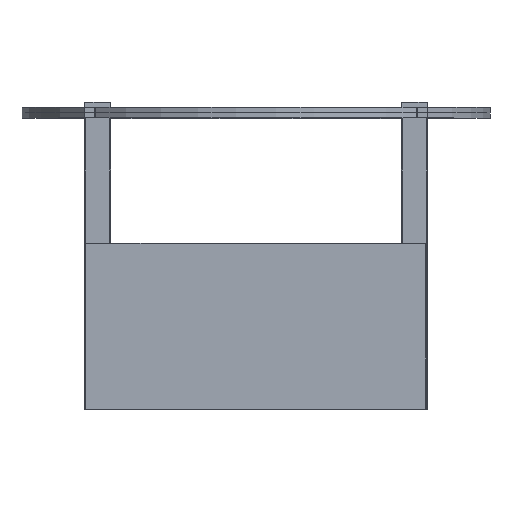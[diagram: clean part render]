
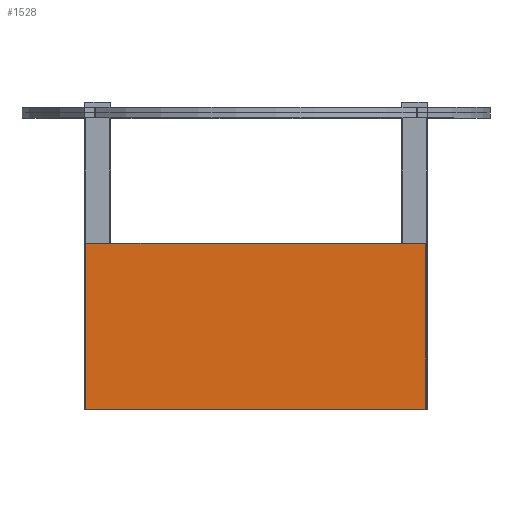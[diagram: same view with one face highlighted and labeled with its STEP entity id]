
A CAD part, top view. The second image highlights one B-rep face of the part: STEP entity #1528.
In plain terms, the highlighted face is planar.
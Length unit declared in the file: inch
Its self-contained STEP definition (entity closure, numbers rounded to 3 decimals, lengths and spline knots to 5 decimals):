
#3 = LINE ( 'NONE', #734, #1658 ) ;
#262 = ORIENTED_EDGE ( 'NONE', *, *, #1149, .F. ) ;
#292 = AXIS2_PLACEMENT_3D ( 'NONE', #844, #2130, #1576 ) ;
#496 = EDGE_CURVE ( 'NONE', #3009, #2146, #3041, .T. ) ;
#543 = LINE ( 'NONE', #1514, #2228 ) ;
#734 = CARTESIAN_POINT ( 'NONE',  ( 23.0625, 0., 0. ) ) ;
#758 = CARTESIAN_POINT ( 'NONE',  ( -23.0625, 22.5, 0. ) ) ;
#777 = DIRECTION ( 'NONE',  ( 1., 0., 0. ) ) ;
#789 = LINE ( 'NONE', #2475, #2366 ) ;
#844 = CARTESIAN_POINT ( 'NONE',  ( 0., 0., 0. ) ) ;
#868 = CARTESIAN_POINT ( 'NONE',  ( 23.0625, 22.5, 0. ) ) ;
#1149 = EDGE_CURVE ( 'NONE', #1520, #3009, #3, .T. ) ;
#1370 = FACE_OUTER_BOUND ( 'NONE', #1917, .T. ) ;
#1514 = CARTESIAN_POINT ( 'NONE',  ( 23.0625, 0., 0. ) ) ;
#1520 = VERTEX_POINT ( 'NONE', #2062 ) ;
#1528 = ADVANCED_FACE ( 'NONE', ( #1370 ), #3082, .F. ) ;
#1576 = DIRECTION ( 'NONE',  ( 1., 0., 0. ) ) ;
#1658 = VECTOR ( 'NONE', #1713, 39.37008 ) ;
#1699 = ORIENTED_EDGE ( 'NONE', *, *, #496, .F. ) ;
#1713 = DIRECTION ( 'NONE',  ( 0., 1., 0. ) ) ;
#1718 = DIRECTION ( 'NONE',  ( 0., -1., 0. ) ) ;
#1761 = VECTOR ( 'NONE', #1838, 39.37008 ) ;
#1838 = DIRECTION ( 'NONE',  ( -1., 0., 0. ) ) ;
#1917 = EDGE_LOOP ( 'NONE', ( #262, #2893, #2391, #1699 ) ) ;
#1943 = CARTESIAN_POINT ( 'NONE',  ( 23.0625, 22.5, 0. ) ) ;
#1953 = EDGE_CURVE ( 'NONE', #2604, #1520, #543, .T. ) ;
#2062 = CARTESIAN_POINT ( 'NONE',  ( 23.0625, 0., 0. ) ) ;
#2130 = DIRECTION ( 'NONE',  ( 0., 0., 1. ) ) ;
#2146 = VERTEX_POINT ( 'NONE', #758 ) ;
#2228 = VECTOR ( 'NONE', #777, 39.37008 ) ;
#2366 = VECTOR ( 'NONE', #1718, 39.37008 ) ;
#2391 = ORIENTED_EDGE ( 'NONE', *, *, #2439, .F. ) ;
#2439 = EDGE_CURVE ( 'NONE', #2146, #2604, #789, .T. ) ;
#2475 = CARTESIAN_POINT ( 'NONE',  ( -23.0625, 0., 0. ) ) ;
#2604 = VERTEX_POINT ( 'NONE', #2928 ) ;
#2893 = ORIENTED_EDGE ( 'NONE', *, *, #1953, .F. ) ;
#2928 = CARTESIAN_POINT ( 'NONE',  ( -23.0625, 0., 0. ) ) ;
#3009 = VERTEX_POINT ( 'NONE', #1943 ) ;
#3041 = LINE ( 'NONE', #868, #1761 ) ;
#3082 = PLANE ( 'NONE',  #292 ) ;
